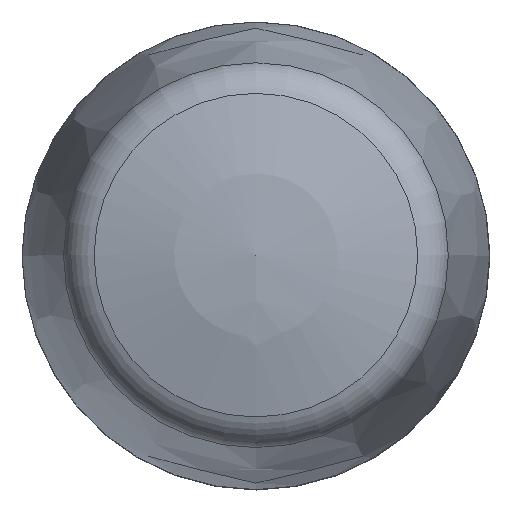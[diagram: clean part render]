
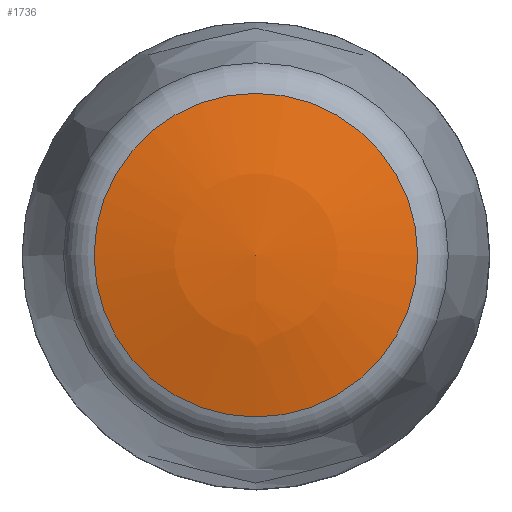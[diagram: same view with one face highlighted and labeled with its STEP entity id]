
A CAD part, top view. The second image highlights one B-rep face of the part: STEP entity #1736.
In plain terms, the highlighted spherical face has radius 92.5 mm.
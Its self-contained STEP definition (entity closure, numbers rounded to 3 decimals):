
#1736=ADVANCED_FACE('',(#2419),#2364,.T.);
#2364=SPHERICAL_SURFACE('',#8883,92.5);
#2419=FACE_OUTER_BOUND('',#2946,.T.);
#2946=EDGE_LOOP('',(#3695));
#3695=ORIENTED_EDGE('',*,*,#7023,.T.);
#6257=VERTEX_POINT('',#11979);
#7023=EDGE_CURVE('',#6257,#6257,#8304,.T.);
#8304=CIRCLE('',#8882,25.939);
#8882=AXIS2_PLACEMENT_3D('',#11978,#9870,#9871);
#8883=AXIS2_PLACEMENT_3D('',#11980,#9872,#9873);
#9870=DIRECTION('',(0.,0.,1.));
#9871=DIRECTION('',(-1.,0.,0.));
#9872=DIRECTION('',(0.,0.,1.));
#9873=DIRECTION('',(0.,-1.,0.));
#11978=CARTESIAN_POINT('',(-2.414,0.014,99.602));
#11979=CARTESIAN_POINT('',(-28.352,0.014,99.602));
#11980=CARTESIAN_POINT('',(-2.414,0.014,10.814));
